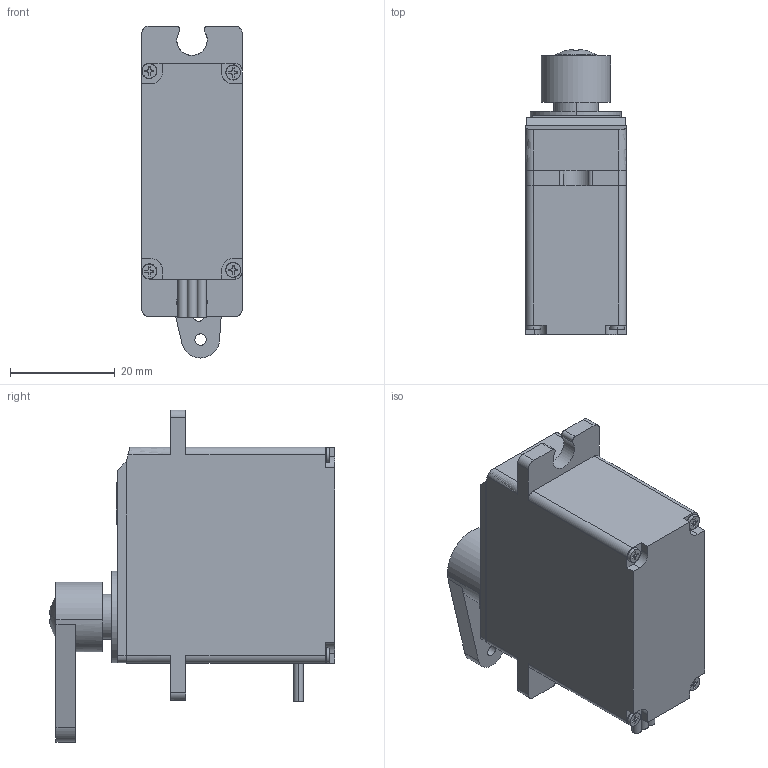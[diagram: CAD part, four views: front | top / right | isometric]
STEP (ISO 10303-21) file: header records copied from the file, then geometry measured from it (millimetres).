
FILE_DESCRIPTION(('FreeCAD Model'),'2;1');
FILE_NAME('Open CASCADE Shape Model','2025-04-26T22:59:17',('FreeCAD'),( 'FreeCAD'),'Open CASCADE STEP processor 7.6','FreeCAD','Unknown');
FILE_SCHEMA(('AUTOMOTIVE_DESIGN { 1 0 10303 214 1 1 1 1 }'));
Length unit declared in the file: millimetre
Products named in the file (1): Open CASCADE STEP translator 7.6 1
Bounding box: 19.19 x 54.37 x 63.31 mm (x, y, z)
Volume: 35230.3 mm3; surface area: 9717.8 mm2
Topology: 11 solids, 11 shells, 292 faces, 726 edges, 463 vertices
Faces by surface type: bspline 292
Entity records: 8478 total; most frequent: CARTESIAN_POINT 4320, ORIENTED_EDGE 1428, EDGE_CURVE 714, VERTEX_POINT 463, B_SPLINE_CURVE_WITH_KNOTS 433, FACE_BOUND 320, EDGE_LOOP 320, ADVANCED_FACE 292
